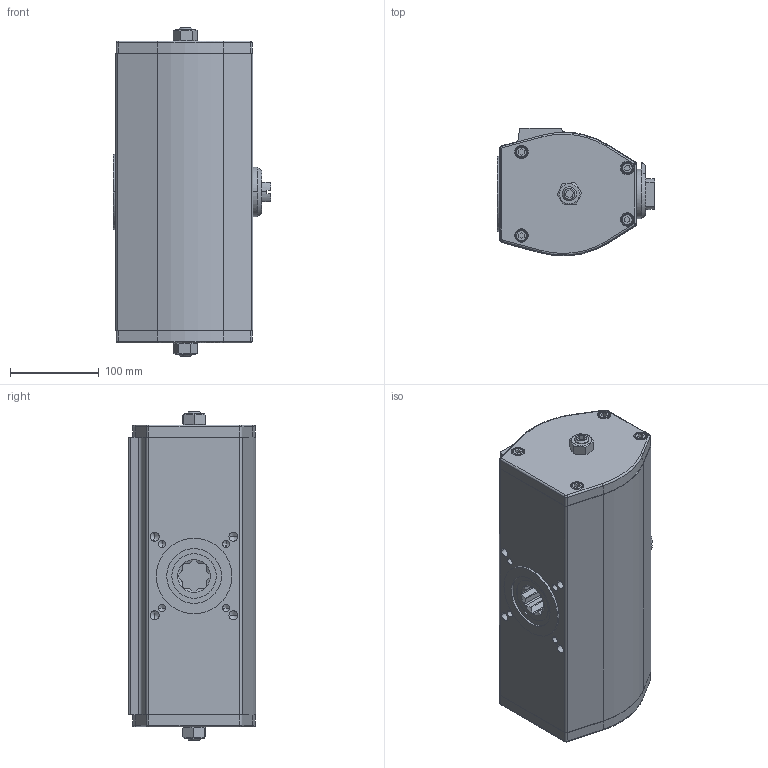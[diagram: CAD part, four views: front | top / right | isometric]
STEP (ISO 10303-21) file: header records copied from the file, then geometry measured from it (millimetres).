
FILE_DESCRIPTION (( 'STEP AP203' ), '1' );
FILE_NAME ('018161.STEP', '2018-02-14T10:17:16', ( '' ), ( '' ), 'SwSTEP 2.0', 'SolidWorks 2018', '' );
FILE_SCHEMA (( 'CONFIG_CONTROL_DESIGN' ));
Length unit declared in the file: millimetre
Products named in the file (1): 018161
Bounding box: 176.59 x 143.33 x 370.4 mm (x, y, z)
Volume: 6369595.4 mm3; surface area: 236115.4 mm2
Topology: 1 solids, 1 shells, 401 faces, 1055 edges, 669 vertices
Faces by surface type: plane 179, cylinder 122, cone 71, bspline 29
Entity records: 12930 total; most frequent: CARTESIAN_POINT 3172, ORIENTED_EDGE 2038, DIRECTION 2007, EDGE_CURVE 1019, AXIS2_PLACEMENT_3D 726, VERTEX_POINT 669, VECTOR 555, LINE 555
